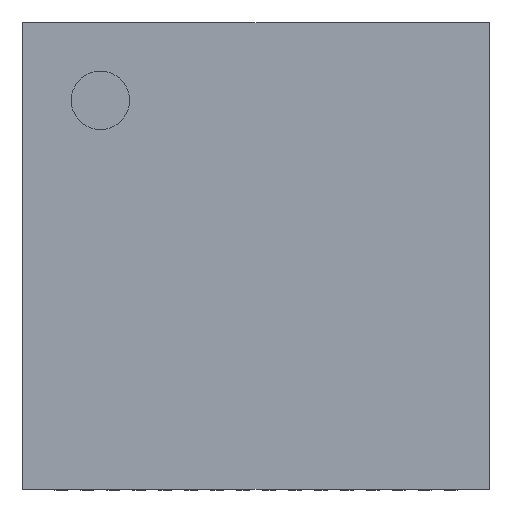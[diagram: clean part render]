
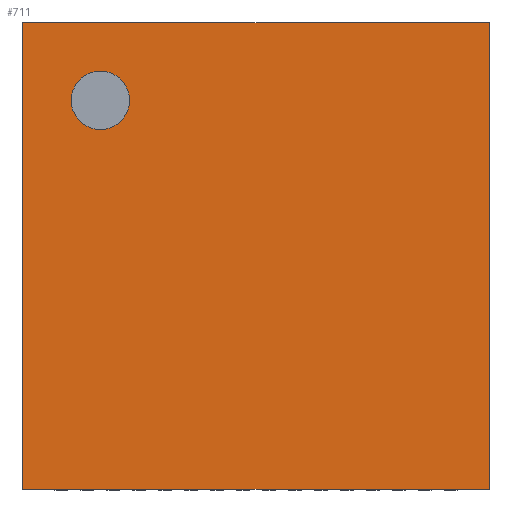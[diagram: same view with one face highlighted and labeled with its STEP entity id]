
A CAD part, top view. The second image highlights one B-rep face of the part: STEP entity #711.
In plain terms, the highlighted planar face has unit normal (0, 0, 1).
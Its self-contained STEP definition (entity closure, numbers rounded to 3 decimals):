
#302=FACE_BOUND('',#442,.T.);
#304=LINE('',#1178,#355);
#309=LINE('',#1187,#360);
#310=LINE('',#1190,#361);
#311=LINE('',#1191,#362);
#355=VECTOR('',#912,1.);
#360=VECTOR('',#919,1.);
#361=VECTOR('',#922,1.);
#362=VECTOR('',#923,1.);
#414=FACE_OUTER_BOUND('',#441,.T.);
#441=EDGE_LOOP('',(#575,#576,#577,#578));
#442=EDGE_LOOP('',(#579));
#467=CIRCLE('',#793,0.563);
#473=VERTEX_POINT('',#1175);
#474=VERTEX_POINT('',#1177);
#477=VERTEX_POINT('',#1185);
#478=VERTEX_POINT('',#1189);
#479=VERTEX_POINT('',#1192);
#512=EDGE_CURVE('',#473,#474,#304,.T.);
#517=EDGE_CURVE('',#473,#477,#309,.T.);
#518=EDGE_CURVE('',#477,#478,#310,.T.);
#519=EDGE_CURVE('',#474,#478,#311,.T.);
#520=EDGE_CURVE('',#479,#479,#467,.T.);
#575=ORIENTED_EDGE('',*,*,#512,.F.);
#576=ORIENTED_EDGE('',*,*,#517,.T.);
#577=ORIENTED_EDGE('',*,*,#518,.T.);
#578=ORIENTED_EDGE('',*,*,#519,.F.);
#579=ORIENTED_EDGE('',*,*,#520,.F.);
#680=PLANE('',#792);
#711=ADVANCED_FACE('',(#414,#302),#680,.T.);
#792=AXIS2_PLACEMENT_3D('',#1188,#920,#921);
#793=AXIS2_PLACEMENT_3D('',#1193,#924,#925);
#912=DIRECTION('',(0.,1.,0.));
#919=DIRECTION('',(1.,0.,0.));
#920=DIRECTION('center_axis',(0.,0.,1.));
#921=DIRECTION('ref_axis',(1.,0.,0.));
#922=DIRECTION('',(0.,1.,0.));
#923=DIRECTION('',(1.,0.,0.));
#924=DIRECTION('center_axis',(0.,0.,1.));
#925=DIRECTION('ref_axis',(1.,0.,0.));
#1175=CARTESIAN_POINT('',(0.,0.,0.8));
#1177=CARTESIAN_POINT('',(0.,9.,0.8));
#1178=CARTESIAN_POINT('',(0.,0.,0.8));
#1185=CARTESIAN_POINT('',(9.,0.,0.8));
#1187=CARTESIAN_POINT('',(0.,0.,0.8));
#1188=CARTESIAN_POINT('Origin',(0.,0.,0.8));
#1189=CARTESIAN_POINT('',(9.,9.,0.8));
#1190=CARTESIAN_POINT('',(9.,0.,0.8));
#1191=CARTESIAN_POINT('',(0.,9.,0.8));
#1192=CARTESIAN_POINT('',(0.938,7.5,0.8));
#1193=CARTESIAN_POINT('Origin',(1.5,7.5,0.8));
